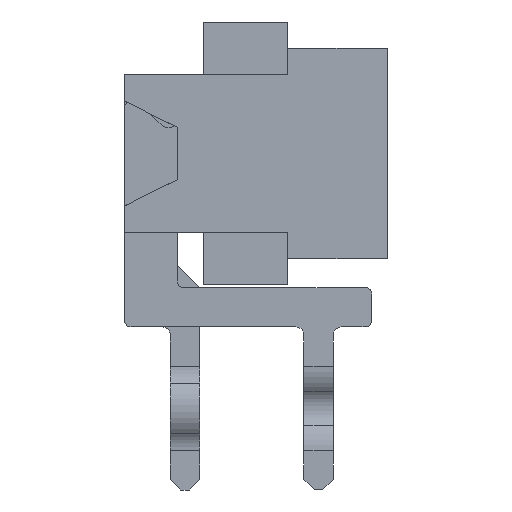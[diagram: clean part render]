
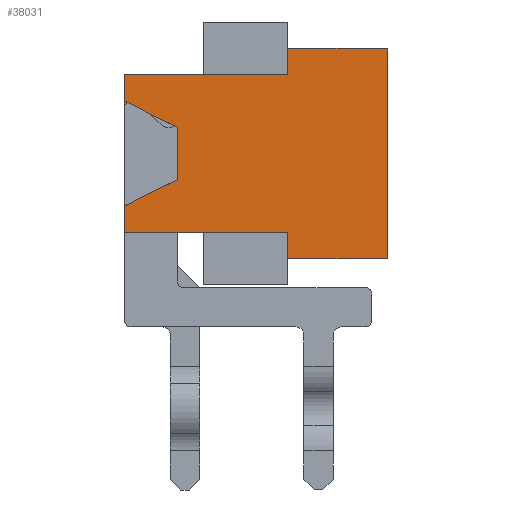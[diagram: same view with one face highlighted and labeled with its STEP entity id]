
A CAD part, front view. The second image highlights one B-rep face of the part: STEP entity #38031.
In plain terms, the highlighted face is planar.
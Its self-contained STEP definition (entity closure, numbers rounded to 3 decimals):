
#4794=ORIENTED_EDGE('',*,*,#15156,.F.);
#4795=ORIENTED_EDGE('',*,*,#15168,.F.);
#4796=ORIENTED_EDGE('',*,*,#15175,.T.);
#4797=ORIENTED_EDGE('',*,*,#14339,.F.);
#4798=ORIENTED_EDGE('',*,*,#13882,.T.);
#4799=ORIENTED_EDGE('',*,*,#15176,.F.);
#4800=ORIENTED_EDGE('',*,*,#15177,.F.);
#4801=ORIENTED_EDGE('',*,*,#15178,.T.);
#4802=ORIENTED_EDGE('',*,*,#15179,.T.);
#4803=ORIENTED_EDGE('',*,*,#14343,.T.);
#4804=ORIENTED_EDGE('',*,*,#13886,.F.);
#4805=ORIENTED_EDGE('',*,*,#15170,.F.);
#4806=ORIENTED_EDGE('',*,*,#14344,.F.);
#4807=ORIENTED_EDGE('',*,*,#14354,.F.);
#13882=EDGE_CURVE('',#19551,#19550,#23377,.T.);
#13886=EDGE_CURVE('',#19553,#19554,#23381,.T.);
#14339=EDGE_CURVE('',#19551,#19815,#23834,.T.);
#14343=EDGE_CURVE('',#19816,#19554,#23838,.T.);
#14344=EDGE_CURVE('',#19817,#19818,#23839,.T.);
#14354=EDGE_CURVE('',#19821,#19817,#23849,.T.);
#15156=EDGE_CURVE('',#20239,#19821,#24651,.T.);
#15168=EDGE_CURVE('',#20240,#20239,#24663,.T.);
#15170=EDGE_CURVE('',#19818,#19553,#24665,.T.);
#15175=EDGE_CURVE('',#20240,#19815,#24670,.T.);
#15176=EDGE_CURVE('',#20241,#19550,#24671,.T.);
#15177=EDGE_CURVE('',#20242,#20241,#24672,.T.);
#15178=EDGE_CURVE('',#20242,#20243,#24673,.T.);
#15179=EDGE_CURVE('',#20243,#19816,#24674,.T.);
#19550=VERTEX_POINT('',#55059);
#19551=VERTEX_POINT('',#55061);
#19553=VERTEX_POINT('',#55067);
#19554=VERTEX_POINT('',#55069);
#19815=VERTEX_POINT('',#55907);
#19816=VERTEX_POINT('',#55911);
#19817=VERTEX_POINT('',#55916);
#19818=VERTEX_POINT('',#55917);
#19821=VERTEX_POINT('',#55932);
#20239=VERTEX_POINT('',#57468);
#20240=VERTEX_POINT('',#57492);
#20241=VERTEX_POINT('',#57504);
#20242=VERTEX_POINT('',#57506);
#20243=VERTEX_POINT('',#57508);
#23377=LINE('',#55060,#27944);
#23381=LINE('',#55068,#27948);
#23834=LINE('',#55906,#28401);
#23838=LINE('',#55913,#28405);
#23839=LINE('',#55915,#28406);
#23849=LINE('',#55933,#28416);
#24651=LINE('',#57467,#29218);
#24663=LINE('',#57491,#29230);
#24665=LINE('',#57495,#29232);
#24670=LINE('',#57502,#29237);
#24671=LINE('',#57503,#29238);
#24672=LINE('',#57505,#29239);
#24673=LINE('',#57507,#29240);
#24674=LINE('',#57509,#29241);
#27944=VECTOR('',#43760,1000.);
#27948=VECTOR('',#43766,1000.);
#28401=VECTOR('',#44467,1000.);
#28405=VECTOR('',#44473,1000.);
#28406=VECTOR('',#44476,1000.);
#28416=VECTOR('',#44492,1000.);
#29218=VECTOR('',#45924,1000.);
#29230=VECTOR('',#45958,1000.);
#29232=VECTOR('',#45962,1000.);
#29237=VECTOR('',#45971,1000.);
#29238=VECTOR('',#45972,1000.);
#29239=VECTOR('',#45973,1000.);
#29240=VECTOR('',#45974,1000.);
#29241=VECTOR('',#45975,1000.);
#32497=EDGE_LOOP('',(#4794,#4795,#4796,#4797,#4798,#4799,#4800,#4801,#4802,
#4803,#4804,#4805,#4806,#4807));
#34558=FACE_BOUND('',#32497,.T.);
#36619=PLANE('',#40240);
#38031=ADVANCED_FACE('',(#34558),#36619,.F.);
#40240=AXIS2_PLACEMENT_3D('',#57501,#45969,#45970);
#43760=DIRECTION('',(0.,-1.,0.));
#43766=DIRECTION('',(0.,0.,1.));
#44467=DIRECTION('',(0.,0.,-1.));
#44473=DIRECTION('',(0.,0.,-1.));
#44476=DIRECTION('',(0.,0.447,-0.894));
#44492=DIRECTION('',(0.,1.,0.));
#45924=DIRECTION('',(0.,0.447,0.894));
#45958=DIRECTION('',(0.,1.,0.));
#45962=DIRECTION('',(0.,1.,0.));
#45969=DIRECTION('',(1.,0.,0.));
#45970=DIRECTION('',(0.,0.,-1.));
#45971=DIRECTION('',(0.,0.,1.));
#45972=DIRECTION('',(0.,0.,-1.));
#45973=DIRECTION('',(0.,-1.,0.));
#45974=DIRECTION('',(0.,0.,-1.));
#45975=DIRECTION('',(0.,-1.,0.));
#55059=CARTESIAN_POINT('',(-14.235,-2.,1.6));
#55060=CARTESIAN_POINT('',(-14.235,2.,1.6));
#55061=CARTESIAN_POINT('',(-14.235,-1.5,1.6));
#55067=CARTESIAN_POINT('',(-14.235,1.5,-1.5));
#55068=CARTESIAN_POINT('',(-14.235,1.5,-1.5));
#55069=CARTESIAN_POINT('',(-14.235,1.5,0.));
#55906=CARTESIAN_POINT('',(-14.235,-1.5,30.764));
#55907=CARTESIAN_POINT('',(-14.235,-1.5,0.));
#55911=CARTESIAN_POINT('',(-14.235,1.5,1.6));
#55913=CARTESIAN_POINT('',(-14.235,1.5,30.764));
#55915=CARTESIAN_POINT('',(-14.235,-0.8,2.1));
#55916=CARTESIAN_POINT('',(-14.235,0.5,-0.5));
#55917=CARTESIAN_POINT('',(-14.235,1.,-1.5));
#55932=CARTESIAN_POINT('',(-14.235,-0.5,-0.5));
#55933=CARTESIAN_POINT('',(-14.235,2.,-0.5));
#57467=CARTESIAN_POINT('',(-14.235,1.6,3.7));
#57468=CARTESIAN_POINT('',(-14.235,-1.,-1.5));
#57491=CARTESIAN_POINT('',(-14.235,-1.5,-1.5));
#57492=CARTESIAN_POINT('',(-14.235,-1.5,-1.5));
#57495=CARTESIAN_POINT('',(-14.235,-1.5,-1.5));
#57501=CARTESIAN_POINT('',(-14.235,2.,3.5));
#57502=CARTESIAN_POINT('',(-14.235,-1.5,-1.5));
#57503=CARTESIAN_POINT('',(-14.235,-2.,3.5));
#57504=CARTESIAN_POINT('',(-14.235,-2.,3.5));
#57505=CARTESIAN_POINT('',(-14.235,2.,3.5));
#57506=CARTESIAN_POINT('',(-14.235,2.,3.5));
#57507=CARTESIAN_POINT('',(-14.235,2.,3.5));
#57508=CARTESIAN_POINT('',(-14.235,2.,1.6));
#57509=CARTESIAN_POINT('',(-14.235,2.,1.6));
